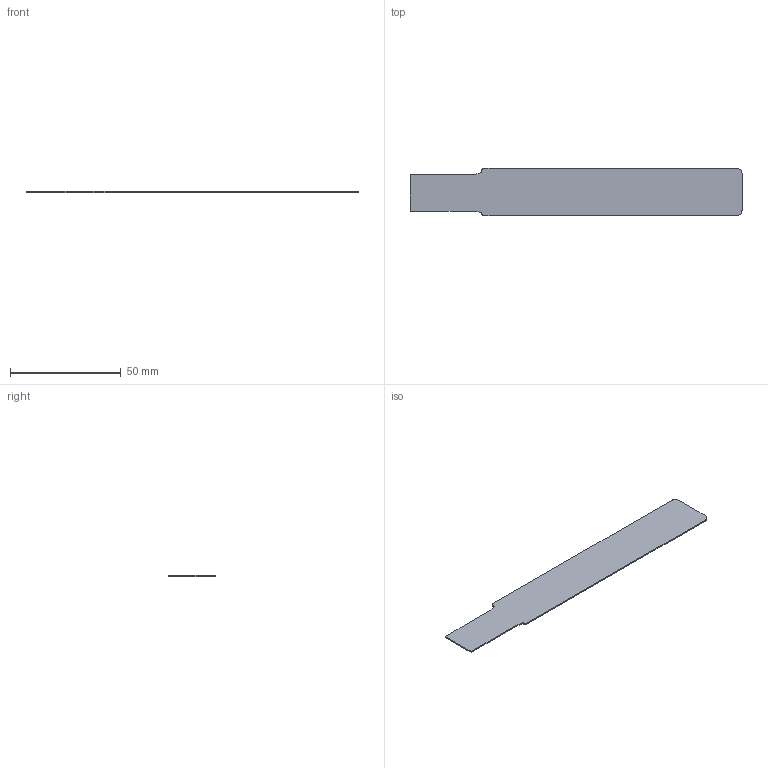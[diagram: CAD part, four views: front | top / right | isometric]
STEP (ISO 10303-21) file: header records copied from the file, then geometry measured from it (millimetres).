
FILE_DESCRIPTION(('KiCad electronic assembly'),'2;1');
FILE_NAME('trill-flex-slider.step','2023-07-21T16:09:12',('Pcbnew'),( 'Kicad'),'Open CASCADE STEP processor 7.6','KiCad to STEP converter' ,'Unknown');
FILE_SCHEMA(('AUTOMOTIVE_DESIGN { 1 0 10303 214 1 1 1 1 }'));
Length unit declared in the file: millimetre
Products named in the file (2): trill-flex-slider 1; trill-flex-slider PCB
Assembly tree (1 placements, depth 2):
  trill-flex-slider 1
    trill-flex-slider PCB
Bounding box: 149.6 x 21.59 x 0.55 mm (x, y, z)
Volume: 1685.4 mm3; surface area: 6314.4 mm2
Topology: 1 solids, 1 shells, 60 faces, 174 edges, 116 vertices
Faces by surface type: plane 60
Entity records: 4247 total; most frequent: CARTESIAN_POINT 700, DIRECTION 646, LINE 522, VECTOR 522, ORIENTED_EDGE 348, PCURVE 348, DEFINITIONAL_REPRESENTATION 348, EDGE_CURVE 174
